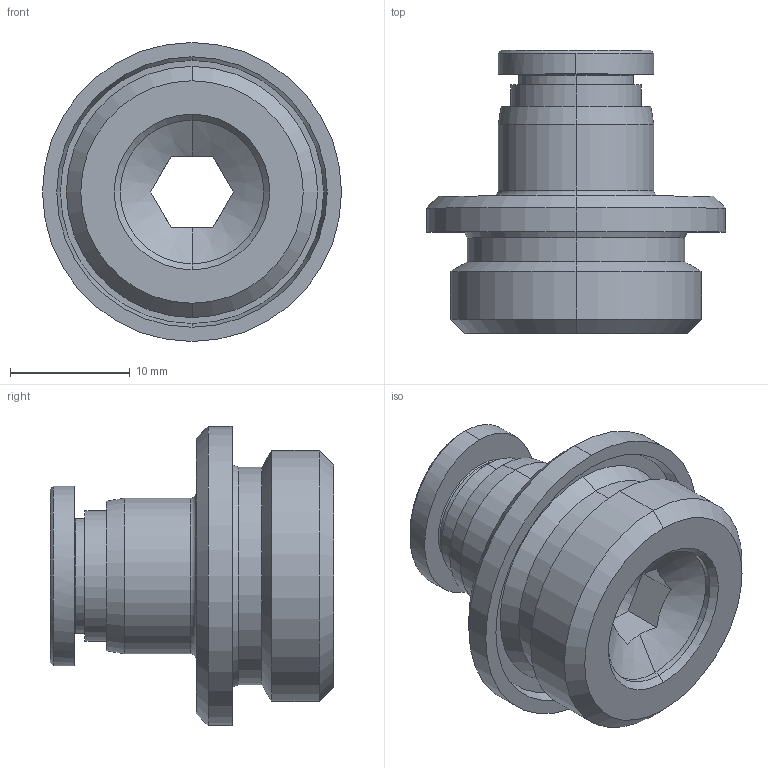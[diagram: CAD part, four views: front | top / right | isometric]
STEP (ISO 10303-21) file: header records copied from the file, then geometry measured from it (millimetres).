
FILE_DESCRIPTION (( 'STEP AP214' ), '1' );
FILE_NAME ('POC08-G04.STEP', '2018-09-10T08:56:54', ( '' ), ( '' ), 'SwSTEP 2.0', 'SolidWorks 2018', '' );
FILE_SCHEMA (( 'AUTOMOTIVE_DESIGN' ));
Length unit declared in the file: millimetre
Products named in the file (1): POC08-G04
Bounding box: 25 x 23.7 x 25 mm (x, y, z)
Surface area: 2958.3 mm2 (no closed solid volume)
Topology: 0 solids, 2 shells, 317 faces, 1157 edges, 774 vertices
Faces by surface type: plane 242, bspline 30, cylinder 23, cone 20, torus 2
Entity records: 16289 total; most frequent: CARTESIAN_POINT 3454, ORIENTED_EDGE 1916, DIRECTION 1719, EDGE_CURVE 1157, LINE 1007, VECTOR 1007, VERTEX_POINT 774, AXIS2_PLACEMENT_3D 356
